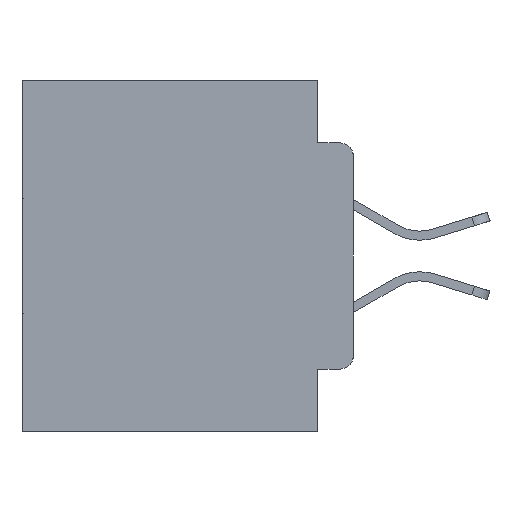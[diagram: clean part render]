
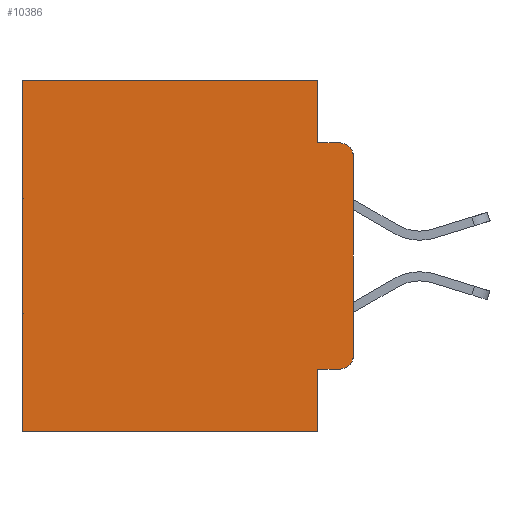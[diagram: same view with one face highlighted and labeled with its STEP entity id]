
A CAD part, left-side view. The second image highlights one B-rep face of the part: STEP entity #10386.
In plain terms, the highlighted planar face has unit normal (-1, 0, 0).
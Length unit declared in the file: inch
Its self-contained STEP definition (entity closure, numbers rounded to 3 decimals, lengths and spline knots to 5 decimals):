
#117 = DIRECTION ( 'NONE',  ( 0., 0., -1. ) ) ;
#417 = EDGE_CURVE ( 'NONE', #29999, #2239, #21985, .T. ) ;
#1117 = ORIENTED_EDGE ( 'NONE', *, *, #417, .T. ) ;
#1208 = CARTESIAN_POINT ( 'NONE',  ( 0.298, 0.473, 0. ) ) ;
#1273 = ORIENTED_EDGE ( 'NONE', *, *, #15443, .T. ) ;
#1718 = EDGE_CURVE ( 'NONE', #9884, #21077, #8056, .T. ) ;
#1872 = EDGE_CURVE ( 'NONE', #3416, #9884, #9184, .T. ) ;
#2239 = VERTEX_POINT ( 'NONE', #26727 ) ;
#3228 = CARTESIAN_POINT ( 'NONE',  ( 0.298, 0.02, -0.4115 ) ) ;
#3397 = VERTEX_POINT ( 'NONE', #24540 ) ;
#3416 = VERTEX_POINT ( 'NONE', #10340 ) ;
#3568 = VERTEX_POINT ( 'NONE', #27172 ) ;
#3595 = ORIENTED_EDGE ( 'NONE', *, *, #1718, .T. ) ;
#3668 = DIRECTION ( 'NONE',  ( 0., 0., -1. ) ) ;
#3801 = EDGE_CURVE ( 'NONE', #3568, #2239, #30993, .T. ) ;
#4164 = EDGE_CURVE ( 'NONE', #29999, #21077, #22166, .T. ) ;
#4331 = LINE ( 'NONE', #12340, #16483 ) ;
#4348 = ORIENTED_EDGE ( 'NONE', *, *, #16274, .F. ) ;
#4576 = DIRECTION ( 'NONE',  ( 0., 1., 0. ) ) ;
#5116 = ORIENTED_EDGE ( 'NONE', *, *, #30120, .T. ) ;
#5915 = VECTOR ( 'NONE', #17339, 39.37008 ) ;
#6174 = AXIS2_PLACEMENT_3D ( 'NONE', #19803, #19767, #19740 ) ;
#6678 = VECTOR ( 'NONE', #4576, 39.37008 ) ;
#7164 = VECTOR ( 'NONE', #3668, 39.37008 ) ;
#7213 = CARTESIAN_POINT ( 'NONE',  ( 0.298, 0., -0.1085 ) ) ;
#8056 = CIRCLE ( 'NONE', #6174, 0.02 ) ;
#8647 = AXIS2_PLACEMENT_3D ( 'NONE', #25686, #25945, #25752 ) ;
#9184 = LINE ( 'NONE', #15241, #27427 ) ;
#9421 = FACE_OUTER_BOUND ( 'NONE', #21897, .T. ) ;
#9884 = VERTEX_POINT ( 'NONE', #3228 ) ;
#9892 = VECTOR ( 'NONE', #17430, 39.37008 ) ;
#10091 = ORIENTED_EDGE ( 'NONE', *, *, #1872, .T. ) ;
#10340 = CARTESIAN_POINT ( 'NONE',  ( 0.298, 0.051, -0.4115 ) ) ;
#10386 = ADVANCED_FACE ( 'NONE', ( #9421 ), #26030, .F. ) ;
#10776 = CARTESIAN_POINT ( 'NONE',  ( 0.298, 0.473, -0.5 ) ) ;
#11129 = EDGE_CURVE ( 'NONE', #3397, #21441, #20241, .T. ) ;
#11609 = ORIENTED_EDGE ( 'NONE', *, *, #19889, .F. ) ;
#11766 = CARTESIAN_POINT ( 'NONE',  ( 0.298, 0., 0. ) ) ;
#11931 = CARTESIAN_POINT ( 'NONE',  ( 0.298, 0., -0.5 ) ) ;
#12340 = CARTESIAN_POINT ( 'NONE',  ( 0.298, 0.051, 0. ) ) ;
#12955 = DIRECTION ( 'NONE',  ( 0., -1., 0. ) ) ;
#13711 = CARTESIAN_POINT ( 'NONE',  ( 0.298, 0.051, -0.0885 ) ) ;
#13904 = LINE ( 'NONE', #29070, #5915 ) ;
#14194 = DIRECTION ( 'NONE',  ( 1., 0., 0. ) ) ;
#14995 = VERTEX_POINT ( 'NONE', #1208 ) ;
#15036 = CARTESIAN_POINT ( 'NONE',  ( 0.298, 0., 0. ) ) ;
#15241 = CARTESIAN_POINT ( 'NONE',  ( 0.298, 0.051, -0.4115 ) ) ;
#15272 = CARTESIAN_POINT ( 'NONE',  ( 0.298, 0., 0. ) ) ;
#15443 = EDGE_CURVE ( 'NONE', #23272, #14995, #17054, .T. ) ;
#16274 = EDGE_CURVE ( 'NONE', #3416, #3397, #19945, .T. ) ;
#16321 = DIRECTION ( 'NONE',  ( 0., -1., 0. ) ) ;
#16483 = VECTOR ( 'NONE', #117, 39.37008 ) ;
#16611 = CARTESIAN_POINT ( 'NONE',  ( 0.298, 0., -0.3915 ) ) ;
#17054 = LINE ( 'NONE', #15036, #9892 ) ;
#17339 = DIRECTION ( 'NONE',  ( 0., 0., -1. ) ) ;
#17430 = DIRECTION ( 'NONE',  ( 0., 1., 0. ) ) ;
#19530 = AXIS2_PLACEMENT_3D ( 'NONE', #11766, #14194, #30683 ) ;
#19740 = DIRECTION ( 'NONE',  ( 0., 0., -1. ) ) ;
#19767 = DIRECTION ( 'NONE',  ( -1., 0., 0. ) ) ;
#19803 = CARTESIAN_POINT ( 'NONE',  ( 0.298, 0.02, -0.3915 ) ) ;
#19889 = EDGE_CURVE ( 'NONE', #23272, #3568, #4331, .T. ) ;
#19945 = LINE ( 'NONE', #29988, #7164 ) ;
#20022 = CARTESIAN_POINT ( 'NONE',  ( 0.298, 0.051, 0. ) ) ;
#20241 = LINE ( 'NONE', #11931, #6678 ) ;
#21077 = VERTEX_POINT ( 'NONE', #16611 ) ;
#21441 = VERTEX_POINT ( 'NONE', #10776 ) ;
#21897 = EDGE_LOOP ( 'NONE', ( #25439, #1117, #25421, #11609, #1273, #5116, #24342, #4348, #10091, #3595 ) ) ;
#21985 = CIRCLE ( 'NONE', #8647, 0.02 ) ;
#22166 = LINE ( 'NONE', #15272, #28435 ) ;
#23272 = VERTEX_POINT ( 'NONE', #20022 ) ;
#24162 = DIRECTION ( 'NONE',  ( 0., 0., -1. ) ) ;
#24342 = ORIENTED_EDGE ( 'NONE', *, *, #11129, .F. ) ;
#24540 = CARTESIAN_POINT ( 'NONE',  ( 0.298, 0.051, -0.5 ) ) ;
#24831 = VECTOR ( 'NONE', #12955, 39.37008 ) ;
#25421 = ORIENTED_EDGE ( 'NONE', *, *, #3801, .F. ) ;
#25439 = ORIENTED_EDGE ( 'NONE', *, *, #4164, .F. ) ;
#25686 = CARTESIAN_POINT ( 'NONE',  ( 0.298, 0.02, -0.1085 ) ) ;
#25752 = DIRECTION ( 'NONE',  ( 0., 0., -1. ) ) ;
#25945 = DIRECTION ( 'NONE',  ( -1., 0., 0. ) ) ;
#26030 = PLANE ( 'NONE',  #19530 ) ;
#26727 = CARTESIAN_POINT ( 'NONE',  ( 0.298, 0.02, -0.0885 ) ) ;
#27172 = CARTESIAN_POINT ( 'NONE',  ( 0.298, 0.051, -0.0885 ) ) ;
#27427 = VECTOR ( 'NONE', #16321, 39.37008 ) ;
#28435 = VECTOR ( 'NONE', #24162, 39.37008 ) ;
#29070 = CARTESIAN_POINT ( 'NONE',  ( 0.298, 0.473, 0. ) ) ;
#29988 = CARTESIAN_POINT ( 'NONE',  ( 0.298, 0.051, 0. ) ) ;
#29999 = VERTEX_POINT ( 'NONE', #7213 ) ;
#30120 = EDGE_CURVE ( 'NONE', #14995, #21441, #13904, .T. ) ;
#30683 = DIRECTION ( 'NONE',  ( 0., 0., -1. ) ) ;
#30993 = LINE ( 'NONE', #13711, #24831 ) ;
